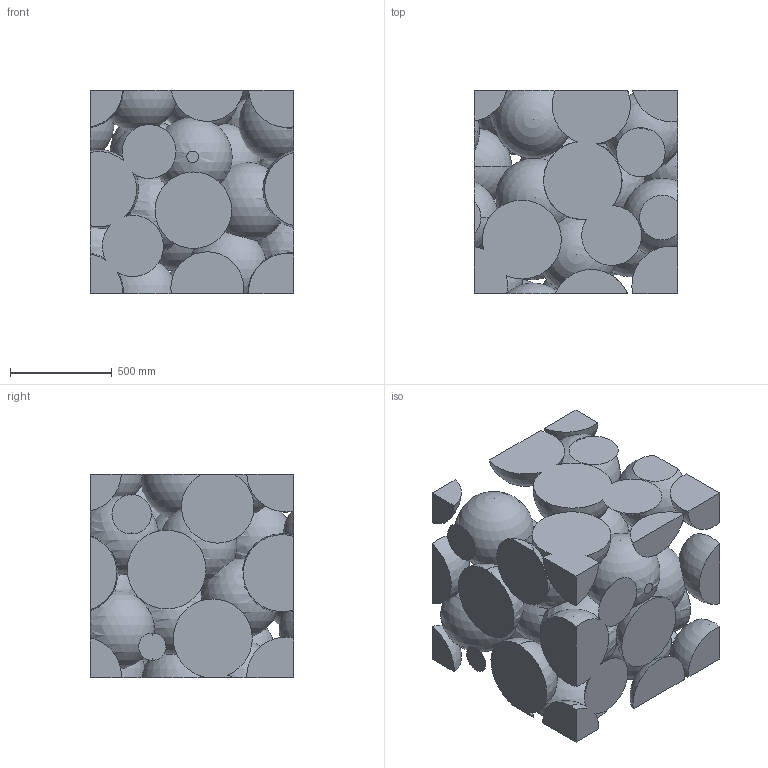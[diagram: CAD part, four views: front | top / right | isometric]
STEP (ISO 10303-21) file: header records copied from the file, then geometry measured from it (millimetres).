
FILE_DESCRIPTION(('FreeCAD Model'),'2;1');
FILE_NAME('spheres_0428131447.stp','2020-04-28T13:14:58',('FreeCAD'),( 'FreeCAD'),'Open CASCADE STEP processor 7.3','FreeCAD','Unknown');
FILE_SCHEMA(('AUTOMOTIVE_DESIGN { 1 0 10303 214 1 1 1 1 }'));
Length unit declared in the file: millimetre
Products named in the file (12): Open CASCADE STEP translator 7.3 1; Open CASCADE STEP translator 7.3 1.1; Open CASCADE STEP translator 7.3 1.1.1; Open CASCADE STEP translator 7.3 1.1.2; Open CASCADE STEP translator 7.3 1.1.3; Open CASCADE STEP translator 7.3 1.1.4; Open CASCADE STEP translator 7.3 1.1.5; Open CASCADE STEP translator 7.3 1.1.6; Open CASCADE STEP translator 7.3 1.1.7; Open CASCADE STEP translator 7.3 1.1.8; Open CASCADE STEP translator 7.3 1.1.9; Open CASCADE STEP translator 7.3 1.1.10
Assembly tree (11 placements, depth 3):
  Open CASCADE STEP translator 7.3 1
    Open CASCADE STEP translator 7.3 1.1
      Open CASCADE STEP translator 7.3 1.1.1
      Open CASCADE STEP translator 7.3 1.1.2
      Open CASCADE STEP translator 7.3 1.1.3
      Open CASCADE STEP translator 7.3 1.1.4
      Open CASCADE STEP translator 7.3 1.1.5
      Open CASCADE STEP translator 7.3 1.1.6
      Open CASCADE STEP translator 7.3 1.1.7
      Open CASCADE STEP translator 7.3 1.1.8
      Open CASCADE STEP translator 7.3 1.1.9
      Open CASCADE STEP translator 7.3 1.1.10
Bounding box: 1000 x 1000 x 1000 mm (x, y, z)
Volume: 600334878.6 mm3; surface area: 11529225.8 mm2
Topology: 10 solids, 10 shells, 114 faces, 304 edges, 217 vertices
Faces by surface type: plane 58, sphere 56
Entity records: 3854 total; most frequent: DIRECTION 764, CARTESIAN_POINT 615, ORIENTED_EDGE 548, AXIS2_PLACEMENT_3D 364, EDGE_CURVE 274, CIRCLE 238, VERTEX_POINT 215, FACE_BOUND 175
